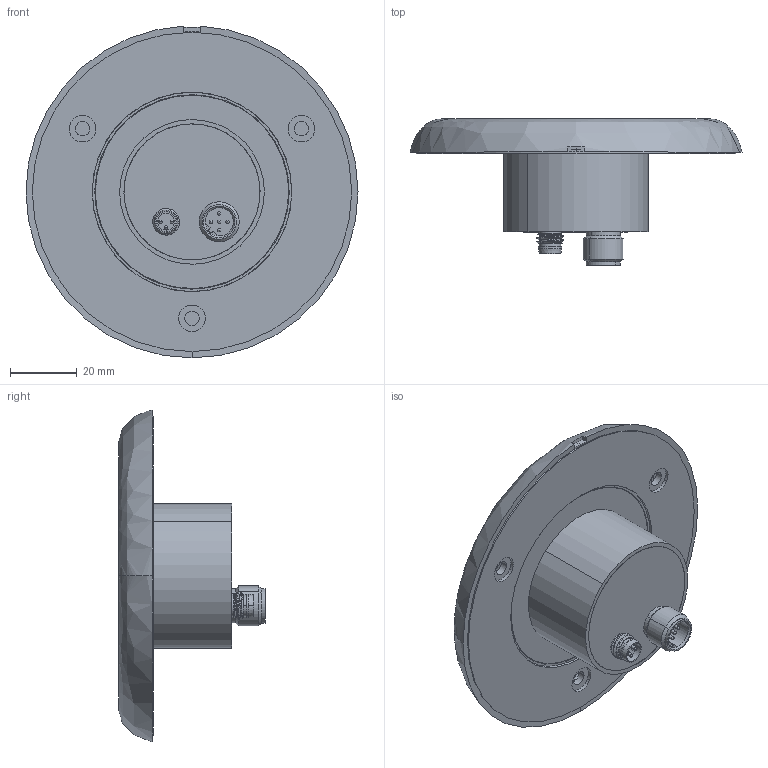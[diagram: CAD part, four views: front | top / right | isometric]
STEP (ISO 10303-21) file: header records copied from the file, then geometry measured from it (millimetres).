
FILE_DESCRIPTION (( 'STEP AP203' ), '1' );
FILE_NAME ('SafeCap-B.STEP', '2012-10-15T10:13:27', ( '' ), ( '' ), 'SwSTEP 2.0', 'SolidWorks 2011', '' );
FILE_SCHEMA (( 'CONFIG_CONTROL_DESIGN' ));
Length unit declared in the file: millimetre
Products named in the file (1): SafeCap-B
Bounding box: 99.8 x 43.95 x 99.74 mm (x, y, z)
Surface area: 39703 mm2 (no closed solid volume)
Topology: 0 solids, 22 shells, 137 faces, 521 edges, 392 vertices
Faces by surface type: cylinder 66, cone 27, plane 27, sphere 11, bspline 4, torus 2
Entity records: 5987 total; most frequent: CARTESIAN_POINT 1629, DIRECTION 978, ORIENTED_EDGE 730, EDGE_CURVE 499, AXIS2_PLACEMENT_3D 396, VERTEX_POINT 381, CIRCLE 262, VECTOR 186
